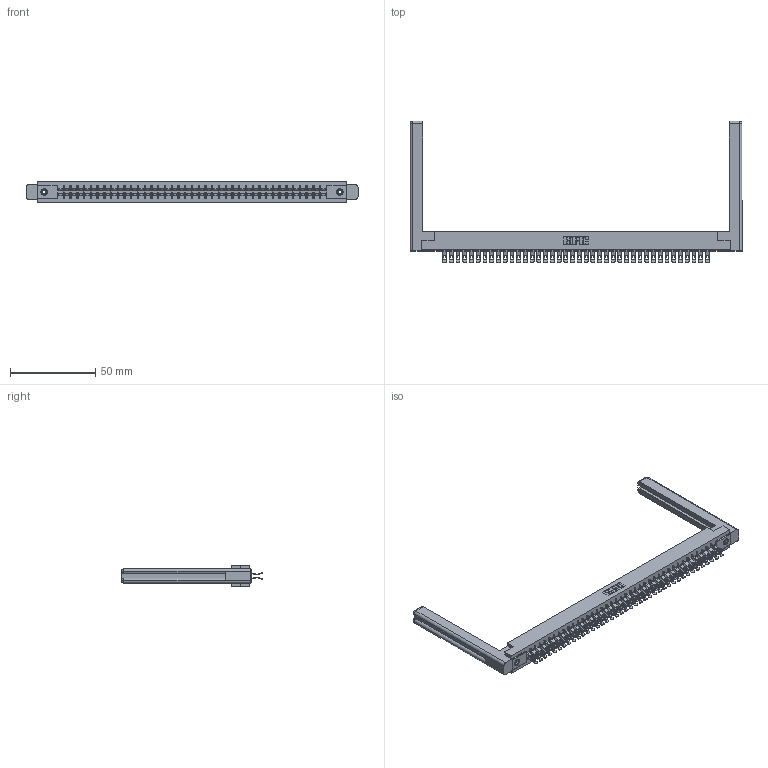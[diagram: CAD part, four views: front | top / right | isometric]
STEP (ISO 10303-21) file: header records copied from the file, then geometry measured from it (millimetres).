
FILE_DESCRIPTION (( 'STEP AP203' ), '1' );
FILE_NAME ('305-080-555-258.STEP', '2019-09-10T10:11:03', ( '' ), ( '' ), 'SwSTEP 2.0', 'SolidWorks 2016', '' );
FILE_SCHEMA (( 'CONFIG_CONTROL_DESIGN' ));
Length unit declared in the file: inch
Products named in the file (5): 305-290-001_555; 305-080-555-258; 307-220-058; 345-250-001_345-250-001-102; 305 Part_.156 Dia
Assembly tree (85 placements, depth 2):
  305-080-555-258
    305 Part_.156 Dia
    305-290-001_555  x80
    345-250-001_345-250-001-102  x2
    307-220-058  x2
Bounding box: 195.12 x 83.06 x 12.7 mm (x, y, z)
Volume: 27730.7 mm3; surface area: 32506.1 mm2
Topology: 85 solids, 85 shells, 5538 faces, 16470 edges, 10752 vertices
Faces by surface type: plane 2712, cylinder 2642, sphere 160, cone 12, torus 12
Entity records: 46810 total; most frequent: CARTESIAN_POINT 7779, ORIENTED_EDGE 7654, DIRECTION 7483, EDGE_CURVE 3827, VECTOR 3063, LINE 3063, VERTEX_POINT 2436, AXIS2_PLACEMENT_3D 2210
